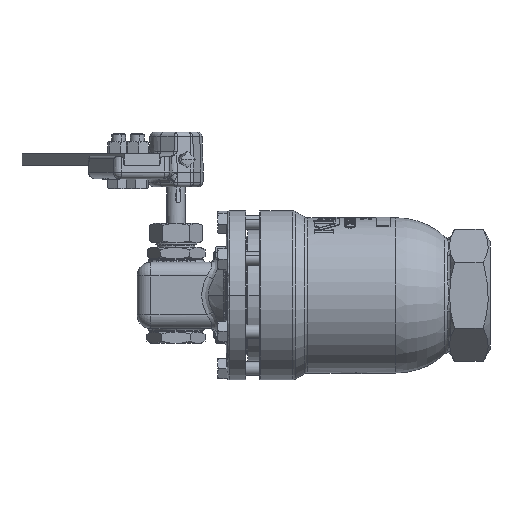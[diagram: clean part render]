
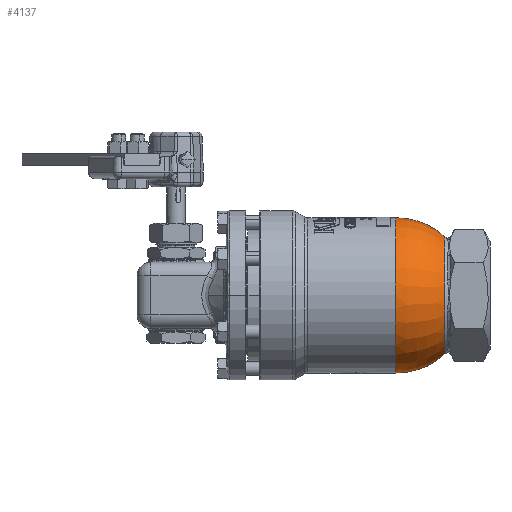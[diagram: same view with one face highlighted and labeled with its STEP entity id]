
A CAD part, left-side view. The second image highlights one B-rep face of the part: STEP entity #4137.
In plain terms, the highlighted toroidal (fillet/blend) face has major radius 3.175 mm and minor radius 50.8 mm.
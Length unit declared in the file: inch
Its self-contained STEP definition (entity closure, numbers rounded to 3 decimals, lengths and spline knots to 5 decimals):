
#467 = AXIS2_PLACEMENT_3D ( 'NONE', #67659, #33358, #73439 ) ;
#3096 = CARTESIAN_POINT ( 'NONE',  ( 0., 1.24656, 0. ) ) ;
#3570 = CARTESIAN_POINT ( 'NONE',  ( 0., 2.59375, -0.125 ) ) ;
#3983 = ORIENTED_EDGE ( 'NONE', *, *, #60910, .F. ) ;
#4137 = ADVANCED_FACE ( 'NONE', ( #57014 ), #26538, .T. ) ;
#6039 = ORIENTED_EDGE ( 'NONE', *, *, #50378, .F. ) ;
#6864 = AXIS2_PLACEMENT_3D ( 'NONE', #42251, #7931, #48031 ) ;
#7931 = DIRECTION ( 'NONE',  ( 1., 0., 0. ) ) ;
#8866 = DIRECTION ( 'NONE',  ( 0., 0., -1. ) ) ;
#9336 = DIRECTION ( 'NONE',  ( 0., 0., 1. ) ) ;
#12206 = CIRCLE ( 'NONE', #73575, 2. ) ;
#13808 = CARTESIAN_POINT ( 'NONE',  ( 0., 2.59375, 0. ) ) ;
#23472 = VERTEX_POINT ( 'NONE', #36474 ) ;
#26538 = TOROIDAL_SURFACE ( 'NONE', #51030, 0.125, 2. ) ;
#29293 = VERTEX_POINT ( 'NONE', #29852 ) ;
#29852 = CARTESIAN_POINT ( 'NONE',  ( 0., 1.24656, -1.6032 ) ) ;
#32836 = EDGE_CURVE ( 'NONE', #23472, #29293, #12206, .T. ) ;
#33358 = DIRECTION ( 'NONE',  ( 0., -1., 0. ) ) ;
#35100 = CARTESIAN_POINT ( 'NONE',  ( 0., 1.24656, 1.6032 ) ) ;
#36361 = DIRECTION ( 'NONE',  ( 0., -1., 0. ) ) ;
#36474 = CARTESIAN_POINT ( 'NONE',  ( 0., 2.59375, -2.125 ) ) ;
#41462 = CIRCLE ( 'NONE', #467, 2.125 ) ;
#42251 = CARTESIAN_POINT ( 'NONE',  ( 0., 2.59375, 0.125 ) ) ;
#43188 = DIRECTION ( 'NONE',  ( 0., -1., 0. ) ) ;
#43666 = DIRECTION ( 'NONE',  ( -1., 0., 0. ) ) ;
#44990 = VERTEX_POINT ( 'NONE', #64820 ) ;
#45631 = CIRCLE ( 'NONE', #6864, 2. ) ;
#45737 = EDGE_CURVE ( 'NONE', #44990, #23472, #41462, .T. ) ;
#48031 = DIRECTION ( 'NONE',  ( 0., 0., -1. ) ) ;
#50378 = EDGE_CURVE ( 'NONE', #44990, #52082, #45631, .T. ) ;
#50900 = AXIS2_PLACEMENT_3D ( 'NONE', #3096, #43188, #8866 ) ;
#51030 = AXIS2_PLACEMENT_3D ( 'NONE', #13808, #36361, #59681 ) ;
#51930 = ORIENTED_EDGE ( 'NONE', *, *, #32836, .T. ) ;
#52082 = VERTEX_POINT ( 'NONE', #35100 ) ;
#57014 = FACE_OUTER_BOUND ( 'NONE', #58542, .T. ) ;
#58542 = EDGE_LOOP ( 'NONE', ( #6039, #59038, #51930, #3983 ) ) ;
#59038 = ORIENTED_EDGE ( 'NONE', *, *, #45737, .T. ) ;
#59681 = DIRECTION ( 'NONE',  ( 0., 0., -1. ) ) ;
#60516 = CIRCLE ( 'NONE', #50900, 1.6032 ) ;
#60910 = EDGE_CURVE ( 'NONE', #52082, #29293, #60516, .T. ) ;
#64820 = CARTESIAN_POINT ( 'NONE',  ( 0., 2.59375, 2.125 ) ) ;
#67659 = CARTESIAN_POINT ( 'NONE',  ( 0., 2.59375, 0. ) ) ;
#73439 = DIRECTION ( 'NONE',  ( 0., 0., -1. ) ) ;
#73575 = AXIS2_PLACEMENT_3D ( 'NONE', #3570, #43666, #9336 ) ;
